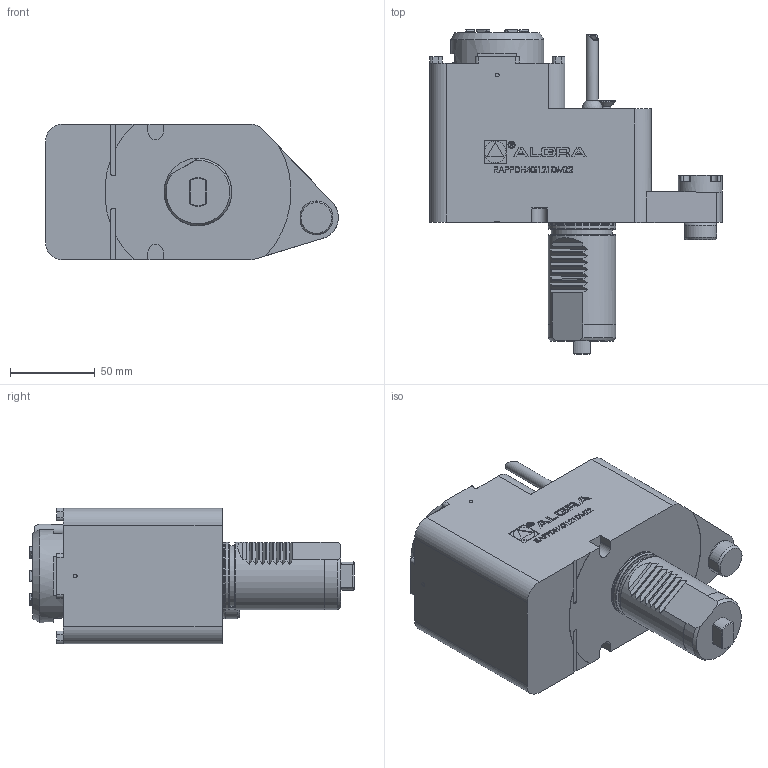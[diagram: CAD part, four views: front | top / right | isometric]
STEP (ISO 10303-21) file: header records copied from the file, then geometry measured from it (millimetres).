
FILE_DESCRIPTION (( 'STEP AP214' ), '1' );
FILE_NAME ('RAPPDH40I121DMZ2.STEP', '2024-11-23T08:11:10', ( '' ), ( '' ), 'SwSTEP 2.0', 'SolidWorks 2023', '' );
FILE_SCHEMA (( 'AUTOMOTIVE_DESIGN' ));
Length unit declared in the file: millimetre
Products named in the file (1): RAPPDH40I121DMZ2
Bounding box: 173 x 191.61 x 80 mm (x, y, z)
Volume: 1038670.1 mm3; surface area: 81499.4 mm2
Topology: 3 solids, 4 shells, 577 faces, 1511 edges, 1006 vertices
Faces by surface type: plane 353, cylinder 112, bspline 85, cone 18, torus 7, sphere 2
Full cylindrical faces by diameter (mm): 3.4 x1, 4 x2, 4.2 x1, 6 x1, 7 x2, 11.57 x1, 12.733 x1, 15 x1, 26 x1, 36 x1, 39.6 x1, 40 x3, 55 x1
Entity records: 26231 total; most frequent: CARTESIAN_POINT 9395, ORIENTED_EDGE 2920, DIRECTION 2477, EDGE_CURVE 1460, VERTEX_POINT 989, LINE 927, VECTOR 927, AXIS2_PLACEMENT_3D 775
